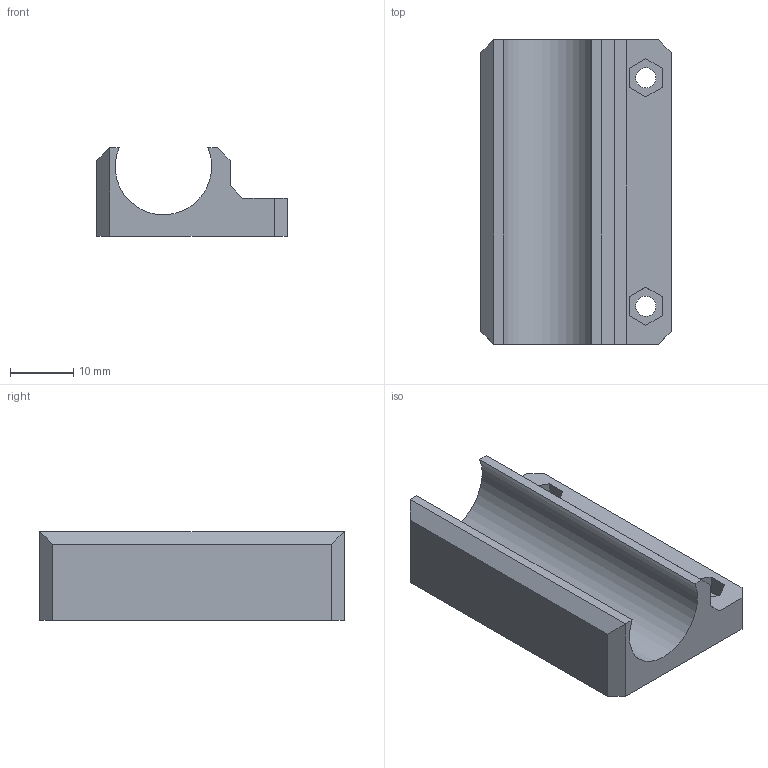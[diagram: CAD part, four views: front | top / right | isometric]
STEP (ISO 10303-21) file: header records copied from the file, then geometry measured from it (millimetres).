
FILE_DESCRIPTION(('FreeCAD Model'),'2;1');
FILE_NAME('y-bearing-clamp-x2.step' ,'2019-06-23T18:42:22',('Author'),(''), 'Open CASCADE STEP processor 6.8','FreeCAD','Unknown');
FILE_SCHEMA(('AUTOMOTIVE_DESIGN_CC2 { 1 2 10303 214 -1 1 5 4 }'));
Length unit declared in the file: millimetre
Products named in the file (2): ASSEMBLY; y-bearing-clamp
Assembly tree (1 placements, depth 2):
  ASSEMBLY
    y-bearing-clamp
Bounding box: 30 x 48 x 14 mm (x, y, z)
Volume: 9859.2 mm3; surface area: 5326.8 mm2
Topology: 1 solids, 1 shells, 33 faces, 87 edges, 58 vertices
Faces by surface type: plane 30, cylinder 3
Full cylindrical faces by diameter (mm): 3.2 x2
Entity records: 2305 total; most frequent: CARTESIAN_POINT 548, DIRECTION 303, LINE 213, VECTOR 213, ORIENTED_EDGE 174, PCURVE 174, DEFINITIONAL_REPRESENTATION 174, EDGE_CURVE 87
